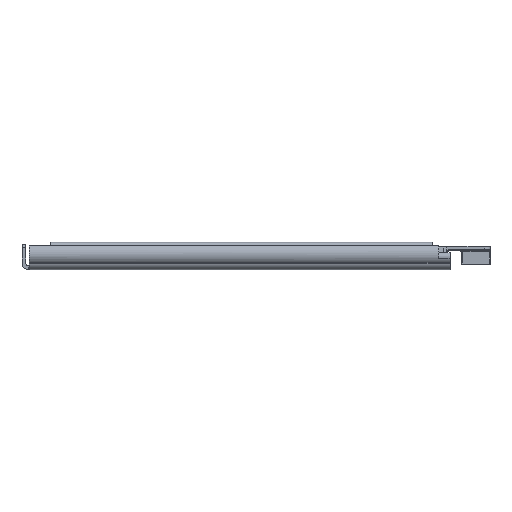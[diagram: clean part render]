
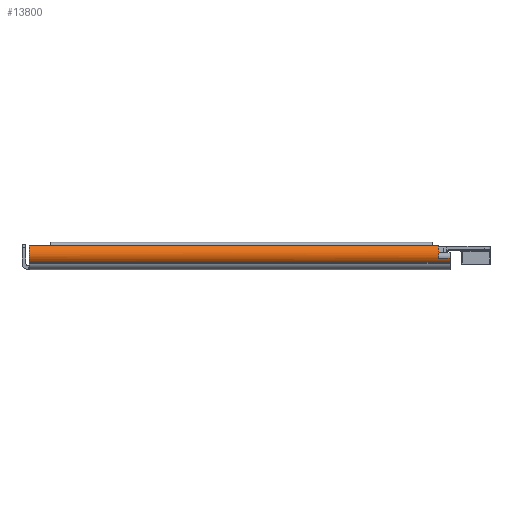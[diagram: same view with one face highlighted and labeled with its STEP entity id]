
A CAD part, left-side view. The second image highlights one B-rep face of the part: STEP entity #13800.
In plain terms, the highlighted cylindrical face has radius 7.6 mm (diameter 15.2 mm), a partial arc.
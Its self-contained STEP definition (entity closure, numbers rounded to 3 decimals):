
#571=CYLINDRICAL_SURFACE('',#14885,7.6);
#956=FACE_OUTER_BOUND('',#1774,.T.);
#1774=EDGE_LOOP('',(#9657,#9658,#9659,#9660,#9661,#9662));
#2660=LINE('',#21144,#3783);
#2675=LINE('',#21184,#3798);
#2698=LINE('',#21230,#3821);
#3783=VECTOR('',#16788,10.);
#3798=VECTOR('',#16839,10.);
#3821=VECTOR('',#16908,10.);
#4817=CIRCLE('',#14740,7.6);
#4849=CIRCLE('',#14814,7.6);
#4867=CIRCLE('',#14857,7.6);
#5683=VERTEX_POINT('',#20896);
#5684=VERTEX_POINT('',#20898);
#5732=VERTEX_POINT('',#21070);
#5733=VERTEX_POINT('',#21072);
#5751=VERTEX_POINT('',#21142);
#5758=VERTEX_POINT('',#21172);
#7060=EDGE_CURVE('',#5684,#5683,#4817,.T.);
#7147=EDGE_CURVE('',#5733,#5732,#4849,.T.);
#7183=EDGE_CURVE('',#5683,#5751,#2660,.T.);
#7198=EDGE_CURVE('',#5751,#5758,#4867,.T.);
#7203=EDGE_CURVE('',#5758,#5733,#2675,.T.);
#7226=EDGE_CURVE('',#5684,#5732,#2698,.T.);
#9657=ORIENTED_EDGE('',*,*,#7147,.T.);
#9658=ORIENTED_EDGE('',*,*,#7226,.F.);
#9659=ORIENTED_EDGE('',*,*,#7060,.T.);
#9660=ORIENTED_EDGE('',*,*,#7183,.T.);
#9661=ORIENTED_EDGE('',*,*,#7198,.T.);
#9662=ORIENTED_EDGE('',*,*,#7203,.T.);
#13800=ADVANCED_FACE('',(#956),#571,.T.);
#14740=AXIS2_PLACEMENT_3D('',#20899,#16505,#16506);
#14814=AXIS2_PLACEMENT_3D('',#21073,#16704,#16705);
#14857=AXIS2_PLACEMENT_3D('',#21174,#16823,#16824);
#14885=AXIS2_PLACEMENT_3D('',#21229,#16906,#16907);
#16505=DIRECTION('center_axis',(0.,1.,0.));
#16506=DIRECTION('ref_axis',(-0.705,0.,-0.709));
#16704=DIRECTION('center_axis',(0.,-1.,0.));
#16705=DIRECTION('ref_axis',(0.705,0.,0.709));
#16788=DIRECTION('',(0.,1.,0.));
#16823=DIRECTION('center_axis',(0.,1.,0.));
#16824=DIRECTION('ref_axis',(0.705,0.,0.709));
#16839=DIRECTION('',(0.,1.,0.));
#16906=DIRECTION('center_axis',(0.,1.,0.));
#16907=DIRECTION('ref_axis',(0.705,0.,0.709));
#16908=DIRECTION('',(0.,1.,0.));
#20896=CARTESIAN_POINT('',(-37.625,0.,7.957));
#20898=CARTESIAN_POINT('',(-35.857,0.,5.209));
#20899=CARTESIAN_POINT('Origin',(-30.5,0.,
10.6));
#21070=CARTESIAN_POINT('',(-35.857,295.,5.209));
#21072=CARTESIAN_POINT('',(-35.033,295.,16.7));
#21073=CARTESIAN_POINT('Origin',(-30.5,295.,10.6));
#21142=CARTESIAN_POINT('',(-37.625,8.,7.957));
#21144=CARTESIAN_POINT('',(-37.625,0.,7.957));
#21172=CARTESIAN_POINT('',(-35.033,8.,16.7));
#21174=CARTESIAN_POINT('Origin',(-30.5,8.,10.6));
#21184=CARTESIAN_POINT('',(-35.033,0.,16.7));
#21229=CARTESIAN_POINT('Origin',(-30.5,0.,10.6));
#21230=CARTESIAN_POINT('',(-35.857,0.,5.209));
